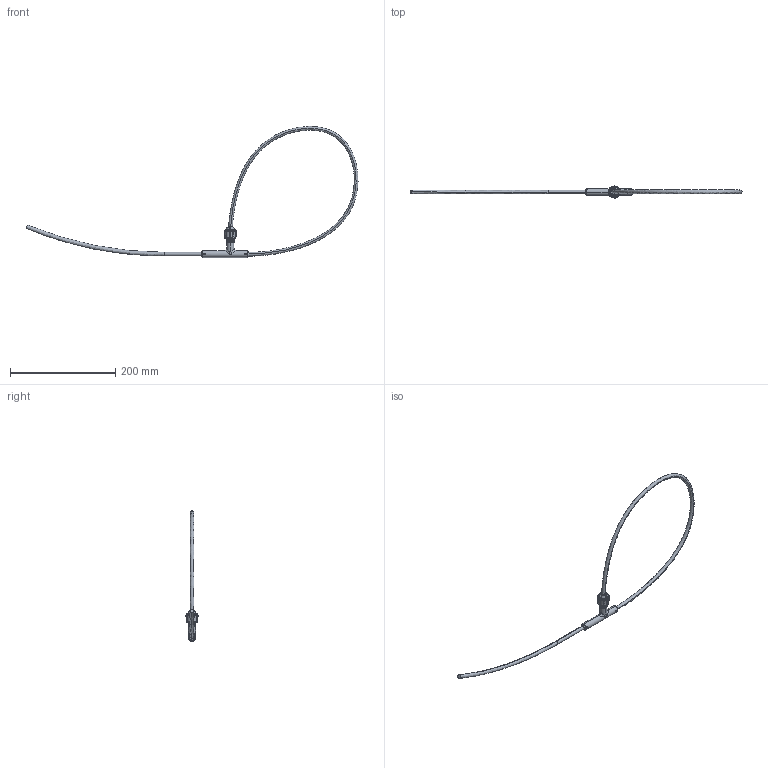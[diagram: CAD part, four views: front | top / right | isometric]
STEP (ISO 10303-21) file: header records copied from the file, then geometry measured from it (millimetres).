
FILE_DESCRIPTION (( 'STEP AP214' ), '1' );
FILE_NAME ('2kV-Large.STEP', '2020-05-12T13:59:16', ( '' ), ( '' ), 'SwSTEP 2.0', 'SolidWorks 2020', '' );
FILE_SCHEMA (( 'AUTOMOTIVE_DESIGN' ));
Length unit declared in the file: millimetre
Products named in the file (1): 2kV-Large
Bounding box: 631.48 x 23.29 x 249.33 mm (x, y, z)
Surface area: 36567.5 mm2 (no closed solid volume)
Topology: 0 solids, 6 shells, 177 faces, 485 edges, 317 vertices
Faces by surface type: cylinder 51, bspline 49, cone 47, plane 30
Entity records: 29053 total; most frequent: CARTESIAN_POINT 23136, ORIENTED_EDGE 958, DIRECTION 652, EDGE_CURVE 481, VERTEX_POINT 317, AXIS2_PLACEMENT_3D 279, B_SPLINE_CURVE_WITH_KNOTS 233, EDGE_LOOP 183
